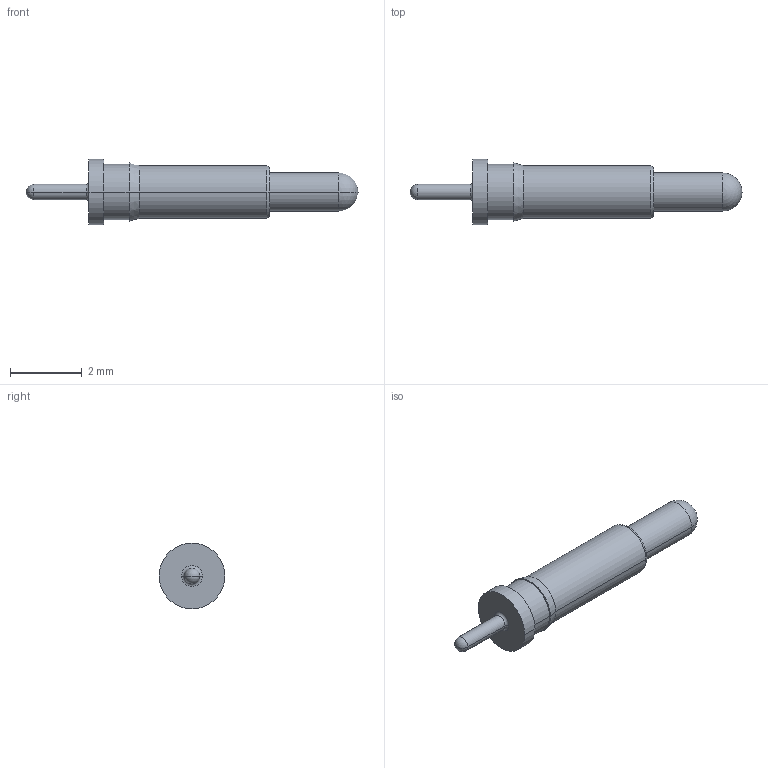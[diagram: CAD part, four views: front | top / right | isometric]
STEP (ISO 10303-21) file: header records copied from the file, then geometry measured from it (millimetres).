
FILE_DESCRIPTION (( 'STEP AP214' ), '1' );
FILE_NAME ('mill-max-0908-2-15-20-75-14-11-0.step', '2021-08-26T21:52:19', ( '' ), ( '' ), 'SwSTEP 2.0', 'SolidWorks 2021', '' );
FILE_SCHEMA (( 'AUTOMOTIVE_DESIGN' ));
Length unit declared in the file: inch
Products named in the file (1): mill-max-0908-2-15-20-75-14-11-0
Bounding box: 9.25 x 1.83 x 1.83 mm (x, y, z)
Volume: 11.4 mm3; surface area: 38.6 mm2
Topology: 1 solids, 1 shells, 24 faces, 54 edges, 32 vertices
Faces by surface type: cylinder 10, cone 4, sphere 4, plane 4, torus 2
Entity records: 658 total; most frequent: DIRECTION 128, CARTESIAN_POINT 99, ORIENTED_EDGE 92, AXIS2_PLACEMENT_3D 57, EDGE_CURVE 46, CIRCLE 32, EDGE_LOOP 28, VERTEX_POINT 28
